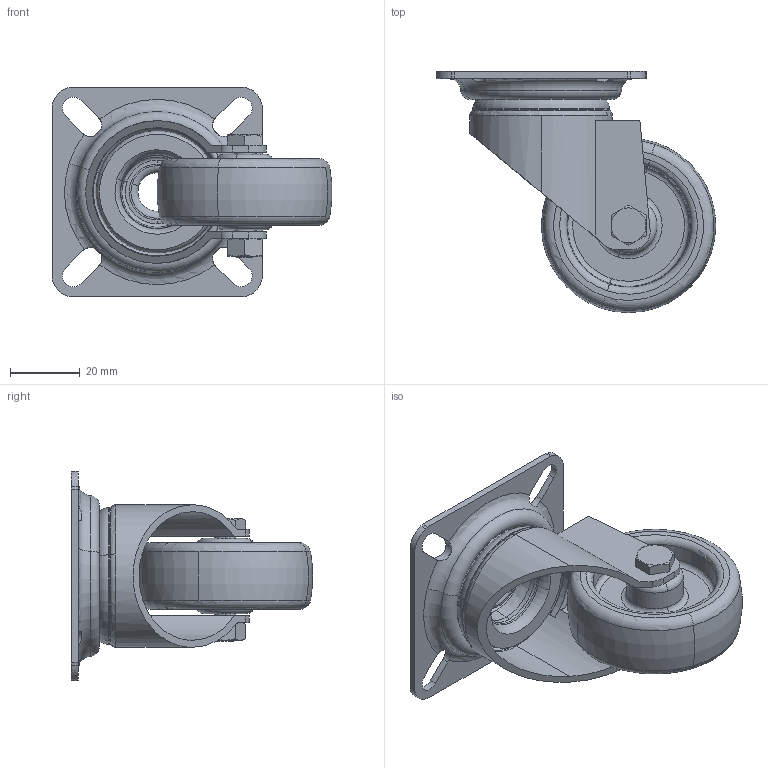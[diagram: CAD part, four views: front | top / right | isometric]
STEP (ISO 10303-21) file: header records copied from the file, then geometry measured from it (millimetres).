
FILE_DESCRIPTION (( 'STEP AP214' ), '1' );
FILE_NAME ('F003573_3D.step', '2022-11-21T18:19:10', ( '' ), ( '' ), 'SwSTEP 2.0', 'SolidWorks 2020', '' );
FILE_SCHEMA (( 'AUTOMOTIVE_DESIGN' ));
Length unit declared in the file: millimetre
Products named in the file (1): F003573_3D
Bounding box: 79.93 x 68.93 x 60 mm (x, y, z)
Volume: 48133.2 mm3; surface area: 27347.7 mm2
Topology: 2 solids, 2 shells, 204 faces, 540 edges, 346 vertices
Faces by surface type: plane 68, torus 61, cylinder 45, cone 30
Entity records: 9562 total; most frequent: CARTESIAN_POINT 2078, DIRECTION 1164, ORIENTED_EDGE 1080, EDGE_CURVE 540, AXIS2_PLACEMENT_3D 497, VERTEX_POINT 346, CIRCLE 292, EDGE_LOOP 224
